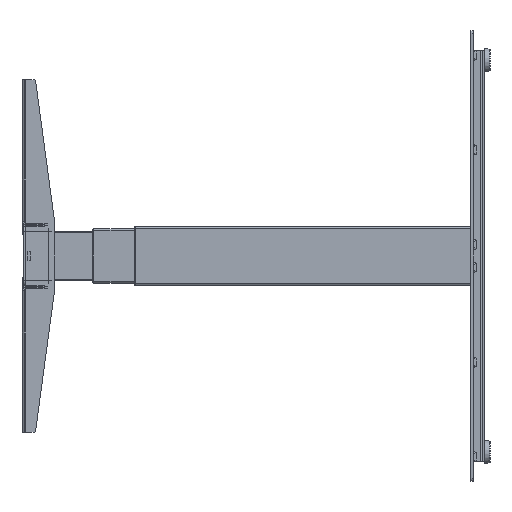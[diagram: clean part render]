
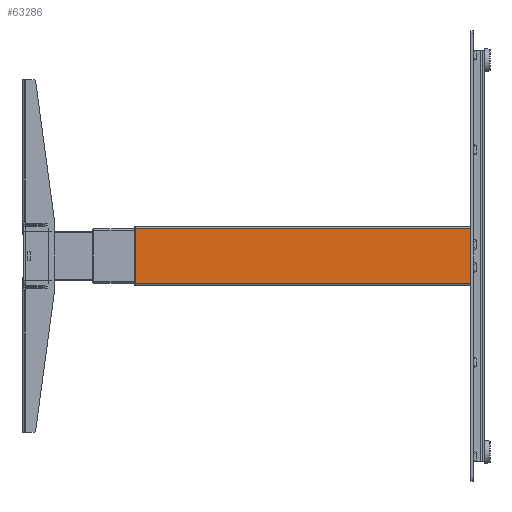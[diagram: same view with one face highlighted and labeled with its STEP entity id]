
A CAD part, left-side view. The second image highlights one B-rep face of the part: STEP entity #63286.
In plain terms, the highlighted planar face has unit normal (-1, 0, 0).
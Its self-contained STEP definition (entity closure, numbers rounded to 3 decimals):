
#1135 = CARTESIAN_POINT ( 'NONE',  ( -595., 543.1, -42.5 ) ) ;
#5043 = CARTESIAN_POINT ( 'NONE',  ( -595., 29.1, -42.5 ) ) ;
#5644 = VECTOR ( 'NONE', #49610, 1000. ) ;
#6130 = EDGE_CURVE ( 'NONE', #61697, #34623, #40300, .T. ) ;
#7113 = LINE ( 'NONE', #10676, #17792 ) ;
#10676 = CARTESIAN_POINT ( 'NONE',  ( -595., 29.1, 42.5 ) ) ;
#11693 = AXIS2_PLACEMENT_3D ( 'NONE', #51242, #61553, #24644 ) ;
#13622 = PLANE ( 'NONE',  #11693 ) ;
#17112 = CARTESIAN_POINT ( 'NONE',  ( -595., 29.1, 42.5 ) ) ;
#17792 = VECTOR ( 'NONE', #63672, 1000. ) ;
#19583 = CARTESIAN_POINT ( 'NONE',  ( -595., 543.1, -42.5 ) ) ;
#22454 = EDGE_CURVE ( 'NONE', #61697, #40403, #7113, .T. ) ;
#24644 = DIRECTION ( 'NONE',  ( 0., 0., -1. ) ) ;
#26608 = EDGE_LOOP ( 'NONE', ( #33223, #40025, #36297, #62138 ) ) ;
#31054 = VERTEX_POINT ( 'NONE', #19583 ) ;
#33223 = ORIENTED_EDGE ( 'NONE', *, *, #60511, .T. ) ;
#34623 = VERTEX_POINT ( 'NONE', #5043 ) ;
#36097 = DIRECTION ( 'NONE',  ( 0., 0., -1. ) ) ;
#36297 = ORIENTED_EDGE ( 'NONE', *, *, #6130, .F. ) ;
#37120 = CARTESIAN_POINT ( 'NONE',  ( -595., 543.1, 42.5 ) ) ;
#38661 = VECTOR ( 'NONE', #36097, 1000. ) ;
#38730 = FACE_OUTER_BOUND ( 'NONE', #26608, .T. ) ;
#40025 = ORIENTED_EDGE ( 'NONE', *, *, #44815, .F. ) ;
#40300 = LINE ( 'NONE', #52395, #38661 ) ;
#40403 = VERTEX_POINT ( 'NONE', #37120 ) ;
#43463 = DIRECTION ( 'NONE',  ( 0., 0., -1. ) ) ;
#44815 = EDGE_CURVE ( 'NONE', #34623, #31054, #55154, .T. ) ;
#49610 = DIRECTION ( 'NONE',  ( 0., 1., 0. ) ) ;
#51242 = CARTESIAN_POINT ( 'NONE',  ( -595., 29.1, -42.5 ) ) ;
#52395 = CARTESIAN_POINT ( 'NONE',  ( -595., 29.1, -42.5 ) ) ;
#55154 = LINE ( 'NONE', #60834, #5644 ) ;
#60511 = EDGE_CURVE ( 'NONE', #40403, #31054, #60812, .T. ) ;
#60812 = LINE ( 'NONE', #1135, #67380 ) ;
#60834 = CARTESIAN_POINT ( 'NONE',  ( -595., 29.1, -42.5 ) ) ;
#61553 = DIRECTION ( 'NONE',  ( 1., 0., 0. ) ) ;
#61697 = VERTEX_POINT ( 'NONE', #17112 ) ;
#62138 = ORIENTED_EDGE ( 'NONE', *, *, #22454, .T. ) ;
#63286 = ADVANCED_FACE ( 'NONE', ( #38730 ), #13622, .F. ) ;
#63672 = DIRECTION ( 'NONE',  ( 0., 1., 0. ) ) ;
#67380 = VECTOR ( 'NONE', #43463, 1000. ) ;
